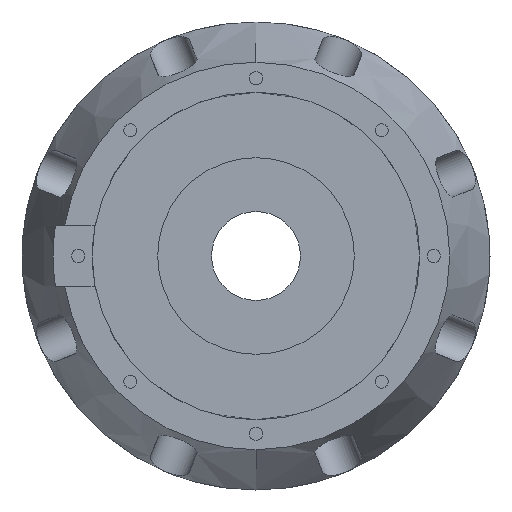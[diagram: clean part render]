
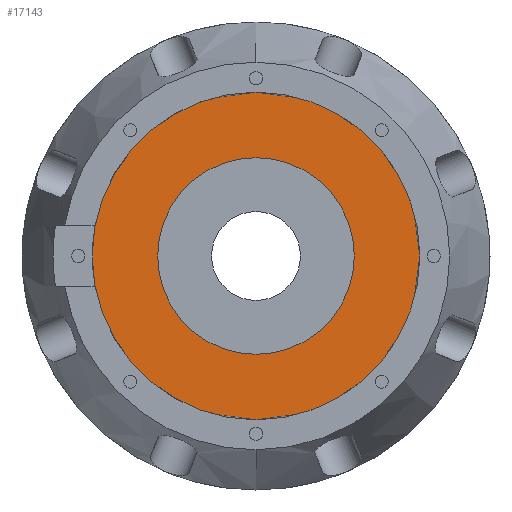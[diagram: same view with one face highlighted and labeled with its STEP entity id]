
A CAD part, left-side view. The second image highlights one B-rep face of the part: STEP entity #17143.
In plain terms, the highlighted planar face has unit normal (-1, 0, 0).
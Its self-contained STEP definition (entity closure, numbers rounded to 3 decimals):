
#57 = CARTESIAN_POINT ( 'NONE',  ( -4.35, 0., 0. ) ) ;
#483 = DIRECTION ( 'NONE',  ( -1., 0., 0. ) ) ;
#534 = DIRECTION ( 'NONE',  ( 0., 0., 1. ) ) ;
#1633 = DIRECTION ( 'NONE',  ( 1., 0., 0. ) ) ;
#2408 = DIRECTION ( 'NONE',  ( -1., 0., 0. ) ) ;
#2533 = VERTEX_POINT ( 'NONE', #4407 ) ;
#2647 = CARTESIAN_POINT ( 'NONE',  ( -4.35, 0., 0. ) ) ;
#2720 = PLANE ( 'NONE',  #23375 ) ;
#3431 = EDGE_CURVE ( 'NONE', #19117, #11697, #9511, .T. ) ;
#3683 = DIRECTION ( 'NONE',  ( -1., 0., 0. ) ) ;
#4407 = CARTESIAN_POINT ( 'NONE',  ( -4.35, 0., 21. ) ) ;
#4483 = CARTESIAN_POINT ( 'NONE',  ( -4.35, 0., 0. ) ) ;
#4683 = VERTEX_POINT ( 'NONE', #11427 ) ;
#4691 = AXIS2_PLACEMENT_3D ( 'NONE', #57, #3683, #11326 ) ;
#4727 = FACE_OUTER_BOUND ( 'NONE', #8145, .T. ) ;
#5549 = CARTESIAN_POINT ( 'NONE',  ( -4.35, 0., 0. ) ) ;
#7446 = EDGE_CURVE ( 'NONE', #11697, #19117, #17911, .T. ) ;
#8145 = EDGE_LOOP ( 'NONE', ( #11641, #18092 ) ) ;
#9511 = CIRCLE ( 'NONE', #4691, 35. ) ;
#11326 = DIRECTION ( 'NONE',  ( 0., 0., 1. ) ) ;
#11427 = CARTESIAN_POINT ( 'NONE',  ( -4.35, 0., -21. ) ) ;
#11641 = ORIENTED_EDGE ( 'NONE', *, *, #3431, .T. ) ;
#11697 = VERTEX_POINT ( 'NONE', #14890 ) ;
#11884 = DIRECTION ( 'NONE',  ( 0., 0., 1. ) ) ;
#12561 = AXIS2_PLACEMENT_3D ( 'NONE', #5549, #24107, #18484 ) ;
#13855 = EDGE_LOOP ( 'NONE', ( #18978, #21348 ) ) ;
#14717 = EDGE_CURVE ( 'NONE', #2533, #4683, #23364, .T. ) ;
#14890 = CARTESIAN_POINT ( 'NONE',  ( -4.35, 0., -35. ) ) ;
#15646 = EDGE_CURVE ( 'NONE', #4683, #2533, #17761, .T. ) ;
#17143 = ADVANCED_FACE ( 'NONE', ( #4727, #17667 ), #2720, .T. ) ;
#17667 = FACE_BOUND ( 'NONE', #13855, .T. ) ;
#17761 = CIRCLE ( 'NONE', #19748, 21. ) ;
#17911 = CIRCLE ( 'NONE', #20318, 35. ) ;
#18092 = ORIENTED_EDGE ( 'NONE', *, *, #7446, .T. ) ;
#18484 = DIRECTION ( 'NONE',  ( 0., 0., 1. ) ) ;
#18978 = ORIENTED_EDGE ( 'NONE', *, *, #14717, .T. ) ;
#19117 = VERTEX_POINT ( 'NONE', #23414 ) ;
#19748 = AXIS2_PLACEMENT_3D ( 'NONE', #24565, #1633, #20328 ) ;
#20318 = AXIS2_PLACEMENT_3D ( 'NONE', #2647, #2408, #534 ) ;
#20328 = DIRECTION ( 'NONE',  ( 0., 0., 1. ) ) ;
#21348 = ORIENTED_EDGE ( 'NONE', *, *, #15646, .T. ) ;
#23364 = CIRCLE ( 'NONE', #12561, 21. ) ;
#23375 = AXIS2_PLACEMENT_3D ( 'NONE', #4483, #483, #11884 ) ;
#23414 = CARTESIAN_POINT ( 'NONE',  ( -4.35, 0., 35. ) ) ;
#24107 = DIRECTION ( 'NONE',  ( 1., 0., 0. ) ) ;
#24565 = CARTESIAN_POINT ( 'NONE',  ( -4.35, 0., 0. ) ) ;
